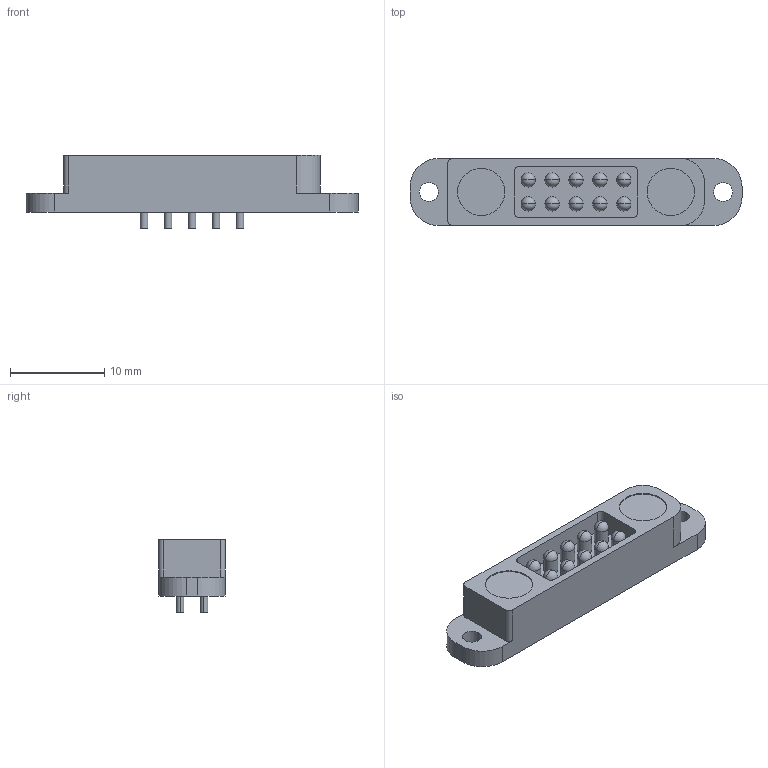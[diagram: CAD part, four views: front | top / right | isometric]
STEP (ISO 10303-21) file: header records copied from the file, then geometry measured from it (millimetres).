
FILE_DESCRIPTION (( 'STEP AP214' ), '1' );
FILE_NAME ('PMK_Side_Conn_M.STEP', '2024-06-10T06:00:45', ( '' ), ( '' ), 'SwSTEP 2.0', 'SolidWorks 2023', '' );
FILE_SCHEMA (( 'AUTOMOTIVE_DESIGN' ));
Length unit declared in the file: millimetre
Products named in the file (1): PMK_Side_Conn_M
Bounding box: 35.2 x 7.1 x 7.76 mm (x, y, z)
Volume: 1097.8 mm3; surface area: 1153.1 mm2
Topology: 1 solids, 1 shells, 107 faces, 276 edges, 174 vertices
Faces by surface type: cylinder 60, plane 27, sphere 20
Entity records: 3041 total; most frequent: DIRECTION 592, CARTESIAN_POINT 498, ORIENTED_EDGE 472, AXIS2_PLACEMENT_3D 248, EDGE_CURVE 236, VERTEX_POINT 154, CIRCLE 140, EDGE_LOOP 134
